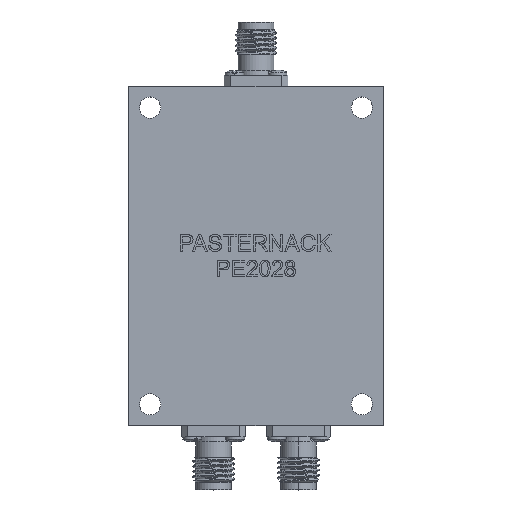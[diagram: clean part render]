
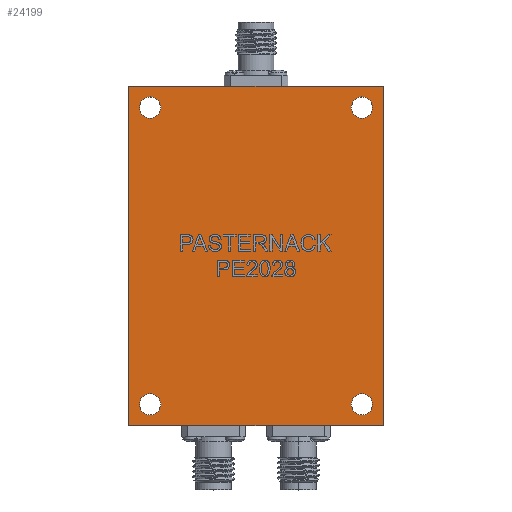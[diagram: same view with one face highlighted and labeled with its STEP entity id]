
A CAD part, top view. The second image highlights one B-rep face of the part: STEP entity #24199.
In plain terms, the highlighted planar face has unit normal (0, 0, 1).
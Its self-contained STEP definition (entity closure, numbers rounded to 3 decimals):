
#122 = CARTESIAN_POINT ( 'NONE',  ( 15.875, 22.225, 3.756 ) ) ;
#297 = ORIENTED_EDGE ( 'NONE', *, *, #8459, .T. ) ;
#923 = DIRECTION ( 'NONE',  ( 1., 0., 0. ) ) ;
#2322 = VERTEX_POINT ( 'NONE', #34793 ) ;
#2642 = VERTEX_POINT ( 'NONE', #47456 ) ;
#3000 = ORIENTED_EDGE ( 'NONE', *, *, #37380, .T. ) ;
#3560 = CARTESIAN_POINT ( 'NONE',  ( 17.462, 22.225, 3.756 ) ) ;
#3597 = CARTESIAN_POINT ( 'NONE',  ( -17.462, 22.225, 3.756 ) ) ;
#3698 = AXIS2_PLACEMENT_3D ( 'NONE', #22864, #4428, #923 ) ;
#4428 = DIRECTION ( 'NONE',  ( 0., 0., -1. ) ) ;
#4920 = FACE_BOUND ( 'NONE', #42634, .T. ) ;
#5315 = CARTESIAN_POINT ( 'NONE',  ( -15.875, -22.225, 3.756 ) ) ;
#5434 = EDGE_CURVE ( 'NONE', #5985, #39890, #29941, .T. ) ;
#5536 = CARTESIAN_POINT ( 'NONE',  ( 15.875, -22.225, 3.756 ) ) ;
#5679 = CARTESIAN_POINT ( 'NONE',  ( 14.287, -22.225, 3.756 ) ) ;
#5985 = VERTEX_POINT ( 'NONE', #43190 ) ;
#6284 = ORIENTED_EDGE ( 'NONE', *, *, #26786, .T. ) ;
#6729 = DIRECTION ( 'NONE',  ( 0., 0., -1. ) ) ;
#6975 = ORIENTED_EDGE ( 'NONE', *, *, #34197, .T. ) ;
#7548 = CIRCLE ( 'NONE', #20072, 1.588 ) ;
#7748 = FACE_OUTER_BOUND ( 'NONE', #16216, .T. ) ;
#8332 = EDGE_CURVE ( 'NONE', #27569, #42207, #31163, .T. ) ;
#8344 = DIRECTION ( 'NONE',  ( 0., 0., 1. ) ) ;
#8407 = DIRECTION ( 'NONE',  ( 1., 0., 0. ) ) ;
#8459 = EDGE_CURVE ( 'NONE', #34568, #2642, #40206, .T. ) ;
#8510 = DIRECTION ( 'NONE',  ( 0., 0., -1. ) ) ;
#8557 = CARTESIAN_POINT ( 'NONE',  ( 15.875, -22.225, 3.756 ) ) ;
#9625 = CARTESIAN_POINT ( 'NONE',  ( 19.05, 25.4, 3.756 ) ) ;
#9820 = CIRCLE ( 'NONE', #15275, 1.588 ) ;
#9999 = CARTESIAN_POINT ( 'NONE',  ( 19.05, 25.4, 3.756 ) ) ;
#10127 = AXIS2_PLACEMENT_3D ( 'NONE', #5536, #41553, #41705 ) ;
#11814 = EDGE_CURVE ( 'NONE', #26351, #21918, #36416, .T. ) ;
#12043 = CARTESIAN_POINT ( 'NONE',  ( -19.05, 25.4, 3.756 ) ) ;
#12224 = DIRECTION ( 'NONE',  ( 1., 0., 0. ) ) ;
#12362 = DIRECTION ( 'NONE',  ( 0., 0., -1. ) ) ;
#12627 = LINE ( 'NONE', #35407, #44662 ) ;
#13371 = EDGE_LOOP ( 'NONE', ( #297, #3000 ) ) ;
#13770 = CARTESIAN_POINT ( 'NONE',  ( -15.875, -22.225, 3.756 ) ) ;
#13792 = VECTOR ( 'NONE', #24064, 1000. ) ;
#14194 = LINE ( 'NONE', #31315, #36483 ) ;
#15198 = VERTEX_POINT ( 'NONE', #9999 ) ;
#15275 = AXIS2_PLACEMENT_3D ( 'NONE', #37489, #8510, #12224 ) ;
#16216 = EDGE_LOOP ( 'NONE', ( #18228, #30443, #42584, #40051 ) ) ;
#16948 = ORIENTED_EDGE ( 'NONE', *, *, #35126, .T. ) ;
#17513 = FACE_BOUND ( 'NONE', #23478, .T. ) ;
#18212 = DIRECTION ( 'NONE',  ( 1., 0., 0. ) ) ;
#18228 = ORIENTED_EDGE ( 'NONE', *, *, #26939, .F. ) ;
#18450 = EDGE_CURVE ( 'NONE', #21918, #27630, #12627, .T. ) ;
#19971 = CARTESIAN_POINT ( 'NONE',  ( 19.05, -25.4, 3.756 ) ) ;
#20072 = AXIS2_PLACEMENT_3D ( 'NONE', #13770, #6729, #21148 ) ;
#21041 = DIRECTION ( 'NONE',  ( 1., 0., 0. ) ) ;
#21148 = DIRECTION ( 'NONE',  ( 1., 0., 0. ) ) ;
#21918 = VERTEX_POINT ( 'NONE', #43482 ) ;
#22864 = CARTESIAN_POINT ( 'NONE',  ( -15.875, 22.225, 3.756 ) ) ;
#23266 = EDGE_CURVE ( 'NONE', #27630, #15198, #14194, .T. ) ;
#23478 = EDGE_LOOP ( 'NONE', ( #47079, #6975 ) ) ;
#23646 = DIRECTION ( 'NONE',  ( 0., 0., -1. ) ) ;
#24064 = DIRECTION ( 'NONE',  ( 0., -1., 0. ) ) ;
#24199 = ADVANCED_FACE ( 'NONE', ( #7748, #17513, #45536, #42121, #4920 ), #29972, .T. ) ;
#25229 = CARTESIAN_POINT ( 'NONE',  ( -19.05, 25.4, 3.756 ) ) ;
#26351 = VERTEX_POINT ( 'NONE', #19971 ) ;
#26786 = EDGE_CURVE ( 'NONE', #42207, #27569, #9820, .T. ) ;
#26872 = DIRECTION ( 'NONE',  ( -1., 0., 0. ) ) ;
#26939 = EDGE_CURVE ( 'NONE', #15198, #26351, #36683, .T. ) ;
#27415 = DIRECTION ( 'NONE',  ( 1., 0., 0. ) ) ;
#27569 = VERTEX_POINT ( 'NONE', #3597 ) ;
#27630 = VERTEX_POINT ( 'NONE', #25229 ) ;
#29933 = AXIS2_PLACEMENT_3D ( 'NONE', #5315, #12362, #38118 ) ;
#29941 = CIRCLE ( 'NONE', #31768, 1.587 ) ;
#29972 = PLANE ( 'NONE',  #39775 ) ;
#30443 = ORIENTED_EDGE ( 'NONE', *, *, #23266, .F. ) ;
#31163 = CIRCLE ( 'NONE', #3698, 1.588 ) ;
#31315 = CARTESIAN_POINT ( 'NONE',  ( -19.05, 25.4, 3.756 ) ) ;
#31364 = CIRCLE ( 'NONE', #29933, 1.588 ) ;
#31466 = CIRCLE ( 'NONE', #47389, 1.587 ) ;
#31572 = DIRECTION ( 'NONE',  ( 0., 1., 0. ) ) ;
#31768 = AXIS2_PLACEMENT_3D ( 'NONE', #39596, #43242, #21041 ) ;
#32303 = EDGE_CURVE ( 'NONE', #34727, #2322, #7548, .T. ) ;
#32962 = VECTOR ( 'NONE', #26872, 1000. ) ;
#33498 = ORIENTED_EDGE ( 'NONE', *, *, #8332, .T. ) ;
#34197 = EDGE_CURVE ( 'NONE', #39890, #5985, #31466, .T. ) ;
#34568 = VERTEX_POINT ( 'NONE', #5679 ) ;
#34612 = ORIENTED_EDGE ( 'NONE', *, *, #32303, .T. ) ;
#34727 = VERTEX_POINT ( 'NONE', #46629 ) ;
#34793 = CARTESIAN_POINT ( 'NONE',  ( -14.287, -22.225, 3.756 ) ) ;
#34857 = DIRECTION ( 'NONE',  ( 1., 0., 0. ) ) ;
#35126 = EDGE_CURVE ( 'NONE', #2322, #34727, #31364, .T. ) ;
#35407 = CARTESIAN_POINT ( 'NONE',  ( -19.05, -25.4, 3.756 ) ) ;
#35961 = DIRECTION ( 'NONE',  ( 0., 0., -1. ) ) ;
#36416 = LINE ( 'NONE', #37584, #32962 ) ;
#36483 = VECTOR ( 'NONE', #34857, 1000. ) ;
#36683 = LINE ( 'NONE', #9625, #13792 ) ;
#37380 = EDGE_CURVE ( 'NONE', #2642, #34568, #43152, .T. ) ;
#37489 = CARTESIAN_POINT ( 'NONE',  ( -15.875, 22.225, 3.756 ) ) ;
#37584 = CARTESIAN_POINT ( 'NONE',  ( 19.05, -25.4, 3.756 ) ) ;
#38118 = DIRECTION ( 'NONE',  ( 1., 0., 0. ) ) ;
#39596 = CARTESIAN_POINT ( 'NONE',  ( 15.875, 22.225, 3.756 ) ) ;
#39775 = AXIS2_PLACEMENT_3D ( 'NONE', #12043, #8344, #27415 ) ;
#39890 = VERTEX_POINT ( 'NONE', #3560 ) ;
#40051 = ORIENTED_EDGE ( 'NONE', *, *, #11814, .F. ) ;
#40206 = CIRCLE ( 'NONE', #10127, 1.587 ) ;
#41553 = DIRECTION ( 'NONE',  ( 0., 0., -1. ) ) ;
#41705 = DIRECTION ( 'NONE',  ( 1., 0., 0. ) ) ;
#42121 = FACE_BOUND ( 'NONE', #45881, .T. ) ;
#42207 = VERTEX_POINT ( 'NONE', #45113 ) ;
#42576 = AXIS2_PLACEMENT_3D ( 'NONE', #8557, #23646, #8407 ) ;
#42584 = ORIENTED_EDGE ( 'NONE', *, *, #18450, .F. ) ;
#42634 = EDGE_LOOP ( 'NONE', ( #33498, #6284 ) ) ;
#43152 = CIRCLE ( 'NONE', #42576, 1.587 ) ;
#43190 = CARTESIAN_POINT ( 'NONE',  ( 14.287, 22.225, 3.756 ) ) ;
#43242 = DIRECTION ( 'NONE',  ( 0., 0., -1. ) ) ;
#43482 = CARTESIAN_POINT ( 'NONE',  ( -19.05, -25.4, 3.756 ) ) ;
#44662 = VECTOR ( 'NONE', #31572, 1000. ) ;
#45113 = CARTESIAN_POINT ( 'NONE',  ( -14.287, 22.225, 3.756 ) ) ;
#45536 = FACE_BOUND ( 'NONE', #13371, .T. ) ;
#45881 = EDGE_LOOP ( 'NONE', ( #34612, #16948 ) ) ;
#46629 = CARTESIAN_POINT ( 'NONE',  ( -17.462, -22.225, 3.756 ) ) ;
#47079 = ORIENTED_EDGE ( 'NONE', *, *, #5434, .T. ) ;
#47389 = AXIS2_PLACEMENT_3D ( 'NONE', #122, #35961, #18212 ) ;
#47456 = CARTESIAN_POINT ( 'NONE',  ( 17.462, -22.225, 3.756 ) ) ;
